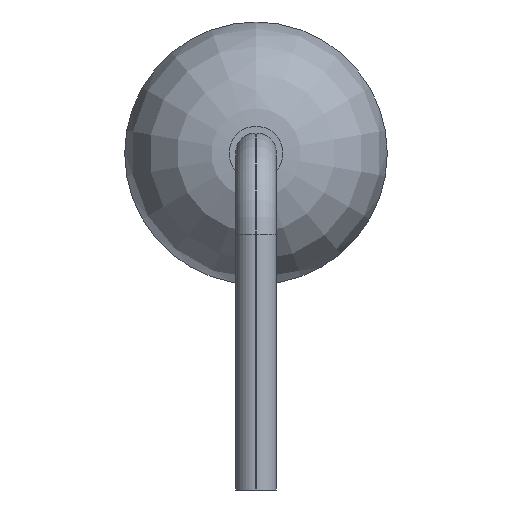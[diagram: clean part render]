
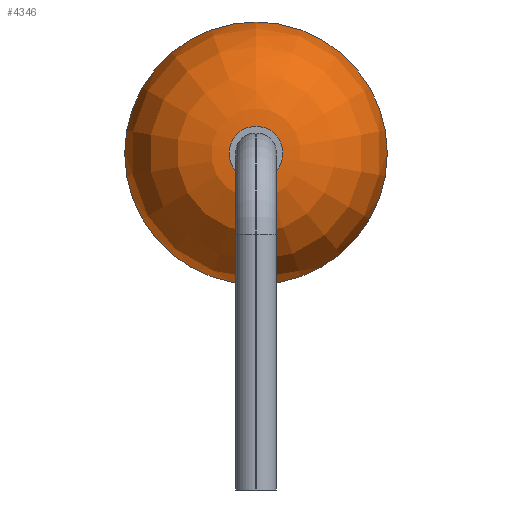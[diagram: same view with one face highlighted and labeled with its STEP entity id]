
A CAD part, left-side view. The second image highlights one B-rep face of the part: STEP entity #4346.
In plain terms, the highlighted face is a revolution surface.
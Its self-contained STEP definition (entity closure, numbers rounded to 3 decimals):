
#4276 = CYLINDRICAL_SURFACE('',#4277,1.95);
#4277 = AXIS2_PLACEMENT_3D('',#4278,#4279,#4280);
#4278 = CARTESIAN_POINT('',(-3.7,0.,0.));
#4279 = DIRECTION('',(1.,0.,0.));
#4280 = DIRECTION('',(0.,0.,1.));
#4292 = VERTEX_POINT('',#4293);
#4293 = CARTESIAN_POINT('',(-3.7,0.,1.95));
#4314 = EDGE_CURVE('',#4292,#4292,#4315,.T.);
#4315 = SURFACE_CURVE('',#4316,(#4321,#4328),.PCURVE_S1.);
#4316 = CIRCLE('',#4317,1.95);
#4317 = AXIS2_PLACEMENT_3D('',#4318,#4319,#4320);
#4318 = CARTESIAN_POINT('',(-3.7,0.,0.));
#4319 = DIRECTION('',(1.,0.,-0.));
#4320 = DIRECTION('',(0.,0.,1.));
#4321 = PCURVE('',#4276,#4322);
#4322 = DEFINITIONAL_REPRESENTATION('',(#4323),#4327);
#4323 = LINE('',#4324,#4325);
#4324 = CARTESIAN_POINT('',(0.,0.));
#4325 = VECTOR('',#4326,1.);
#4326 = DIRECTION('',(1.,0.));
#4327 = ( GEOMETRIC_REPRESENTATION_CONTEXT(2) 
PARAMETRIC_REPRESENTATION_CONTEXT() REPRESENTATION_CONTEXT('2D SPACE',''
  ) );
#4328 = PCURVE('',#4329,#4338);
#4329 = SURFACE_OF_REVOLUTION('',#4330,#4335);
#4330 = CIRCLE('',#4331,1.55);
#4331 = AXIS2_PLACEMENT_3D('',#4332,#4333,#4334);
#4332 = CARTESIAN_POINT('',(-3.7,0.,0.4));
#4333 = DIRECTION('',(0.,-1.,0.));
#4334 = DIRECTION('',(1.,0.,0.));
#4335 = AXIS1_PLACEMENT('',#4336,#4337);
#4336 = CARTESIAN_POINT('',(0.,0.,0.));
#4337 = DIRECTION('',(1.,0.,0.));
#4338 = DEFINITIONAL_REPRESENTATION('',(#4339),#4343);
#4339 = LINE('',#4340,#4341);
#4340 = CARTESIAN_POINT('',(0.,1.571));
#4341 = VECTOR('',#4342,1.);
#4342 = DIRECTION('',(1.,0.));
#4343 = ( GEOMETRIC_REPRESENTATION_CONTEXT(2) 
PARAMETRIC_REPRESENTATION_CONTEXT() REPRESENTATION_CONTEXT('2D SPACE',''
  ) );
#4346 = ADVANCED_FACE('',(#4347),#4329,.F.);
#4347 = FACE_BOUND('',#4348,.F.);
#4348 = EDGE_LOOP('',(#4349,#4350,#4374,#4401));
#4349 = ORIENTED_EDGE('',*,*,#4314,.T.);
#4350 = ORIENTED_EDGE('',*,*,#4351,.T.);
#4351 = EDGE_CURVE('',#4292,#4352,#4354,.T.);
#4352 = VERTEX_POINT('',#4353);
#4353 = CARTESIAN_POINT('',(-5.25,0.,0.4));
#4354 = SEAM_CURVE('',#4355,(#4360,#4367),.PCURVE_S1.);
#4355 = CIRCLE('',#4356,1.55);
#4356 = AXIS2_PLACEMENT_3D('',#4357,#4358,#4359);
#4357 = CARTESIAN_POINT('',(-3.7,0.,0.4));
#4358 = DIRECTION('',(0.,-1.,0.));
#4359 = DIRECTION('',(1.,0.,0.));
#4360 = PCURVE('',#4329,#4361);
#4361 = DEFINITIONAL_REPRESENTATION('',(#4362),#4366);
#4362 = LINE('',#4363,#4364);
#4363 = CARTESIAN_POINT('',(0.,0.));
#4364 = VECTOR('',#4365,1.);
#4365 = DIRECTION('',(0.,1.));
#4366 = ( GEOMETRIC_REPRESENTATION_CONTEXT(2) 
PARAMETRIC_REPRESENTATION_CONTEXT() REPRESENTATION_CONTEXT('2D SPACE',''
  ) );
#4367 = PCURVE('',#4329,#4368);
#4368 = DEFINITIONAL_REPRESENTATION('',(#4369),#4373);
#4369 = LINE('',#4370,#4371);
#4370 = CARTESIAN_POINT('',(6.283,0.));
#4371 = VECTOR('',#4372,1.);
#4372 = DIRECTION('',(0.,1.));
#4373 = ( GEOMETRIC_REPRESENTATION_CONTEXT(2) 
PARAMETRIC_REPRESENTATION_CONTEXT() REPRESENTATION_CONTEXT('2D SPACE',''
  ) );
#4374 = ORIENTED_EDGE('',*,*,#4375,.F.);
#4375 = EDGE_CURVE('',#4352,#4352,#4376,.T.);
#4376 = SURFACE_CURVE('',#4377,(#4382,#4389),.PCURVE_S1.);
#4377 = CIRCLE('',#4378,0.4);
#4378 = AXIS2_PLACEMENT_3D('',#4379,#4380,#4381);
#4379 = CARTESIAN_POINT('',(-5.25,0.,0.));
#4380 = DIRECTION('',(1.,0.,-0.));
#4381 = DIRECTION('',(0.,0.,1.));
#4382 = PCURVE('',#4329,#4383);
#4383 = DEFINITIONAL_REPRESENTATION('',(#4384),#4388);
#4384 = LINE('',#4385,#4386);
#4385 = CARTESIAN_POINT('',(0.,3.142));
#4386 = VECTOR('',#4387,1.);
#4387 = DIRECTION('',(1.,0.));
#4388 = ( GEOMETRIC_REPRESENTATION_CONTEXT(2) 
PARAMETRIC_REPRESENTATION_CONTEXT() REPRESENTATION_CONTEXT('2D SPACE',''
  ) );
#4389 = PCURVE('',#4390,#4395);
#4390 = PLANE('',#4391);
#4391 = AXIS2_PLACEMENT_3D('',#4392,#4393,#4394);
#4392 = CARTESIAN_POINT('',(-5.25,0.,0.));
#4393 = DIRECTION('',(1.,0.,0.));
#4394 = DIRECTION('',(0.,0.,1.));
#4395 = DEFINITIONAL_REPRESENTATION('',(#4396),#4400);
#4396 = CIRCLE('',#4397,0.4);
#4397 = AXIS2_PLACEMENT_2D('',#4398,#4399);
#4398 = CARTESIAN_POINT('',(0.,0.));
#4399 = DIRECTION('',(1.,0.));
#4400 = ( GEOMETRIC_REPRESENTATION_CONTEXT(2) 
PARAMETRIC_REPRESENTATION_CONTEXT() REPRESENTATION_CONTEXT('2D SPACE',''
  ) );
#4401 = ORIENTED_EDGE('',*,*,#4351,.F.);
